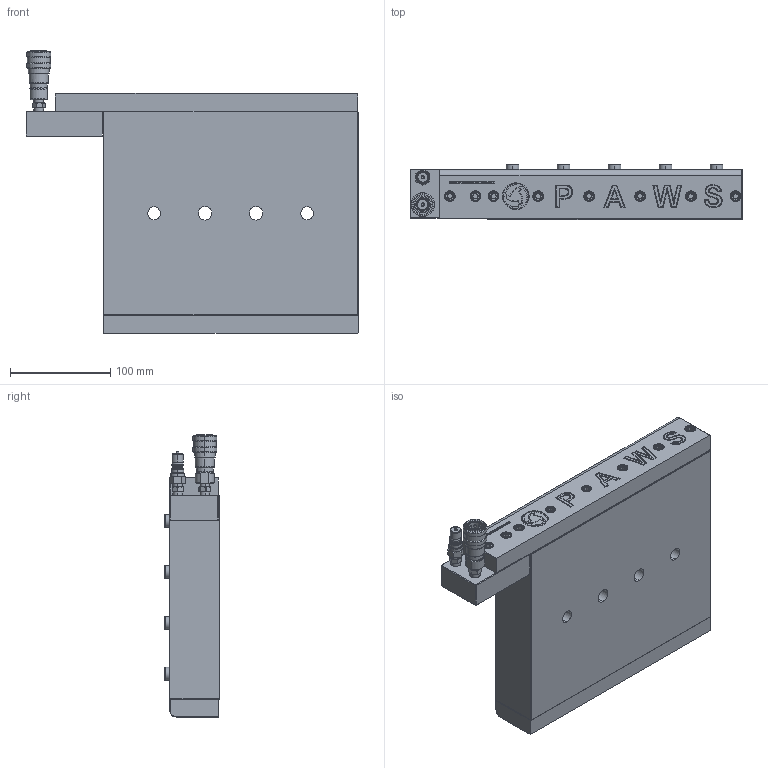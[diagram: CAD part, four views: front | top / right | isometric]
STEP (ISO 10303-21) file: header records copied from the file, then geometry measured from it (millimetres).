
FILE_DESCRIPTION (( 'STEP AP214' ), '1' );
FILE_NAME ('DA20 with Standard Manifold Block.STEP', '2023-12-26T14:01:33', ( 'Montague Tools Inc' ), ( '' ), 'SwSTEP 2.0', 'SolidWorks 2023', '' );
FILE_SCHEMA (( 'AUTOMOTIVE_DESIGN' ));
Length unit declared in the file: inch
Products named in the file (10): Coupler H1-62 [ FEMALE ]; DA20 with Standard Manifold Block; Standard Block Assembly; REAR MANIFOLD; FRONT MANIFOLD; Nipple H1-63 [ MALE ]; STANDARD MANIFOLD BLOCK [ 1201 ]; DA20 HYDRAULIC BASE; .250 X .75 SHCS; 1-8FF [ .125 NIPPLE ]
Assembly tree (23 placements, depth 3):
  DA20 with Standard Manifold Block
    DA20 HYDRAULIC BASE
    FRONT MANIFOLD
    REAR MANIFOLD
    .250 X .75 SHCS  x14
    Standard Block Assembly
      STANDARD MANIFOLD BLOCK [ 1201 ]
      1-8FF [ .125 NIPPLE ]  x2
      Coupler H1-62 [ FEMALE ]
      Nipple H1-63 [ MALE ]
Bounding box: 330.83 x 55.12 x 281.1 mm (x, y, z)
Volume: 3101449.3 mm3; surface area: 295125 mm2
Topology: 22 solids, 22 shells, 2678 faces, 6603 edges, 4116 vertices
Faces by surface type: plane 1194, cylinder 511, cone 486, bspline 387, torus 100
Entity records: 89434 total; most frequent: CARTESIAN_POINT 35495, ORIENTED_EDGE 11426, DIRECTION 10159, EDGE_CURVE 5713, VERTEX_POINT 3666, LINE 3631, VECTOR 3631, AXIS2_PLACEMENT_3D 3264
